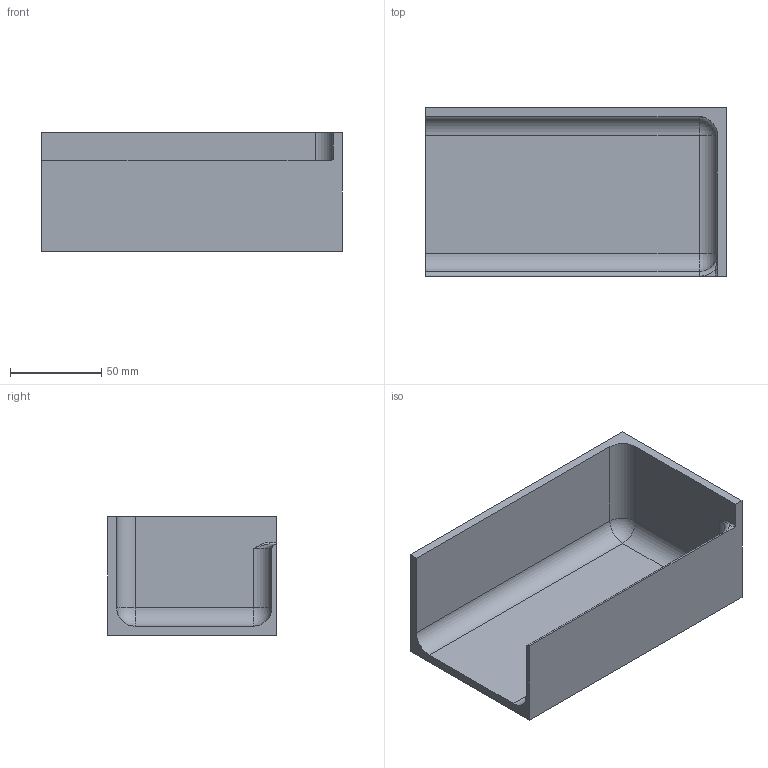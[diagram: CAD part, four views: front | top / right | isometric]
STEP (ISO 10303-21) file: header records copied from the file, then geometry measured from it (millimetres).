
FILE_DESCRIPTION(('HOOPS Exchange Step'),'2;1');
FILE_NAME('temp_export','2024-10-01T01:02:00-22:00',('sam'),('Shapr3D Limited'),'HOOPS Exchange 2024.2','Shapr3D','Authorized');
FILE_SCHEMA( ('AP242_MANAGED_MODEL_BASED_3D_ENGINEERING_MIM_LF {1 0 10303 442 1 1 4 }') );
Length unit declared in the file: millimetre
Products named in the file (1): Back 2nd half
Bounding box: 165 x 92.5 x 65 mm (x, y, z)
Volume: 180454.5 mm3; surface area: 76091.7 mm2
Topology: 1 solids, 1 shells, 22 faces, 55 edges, 32 vertices
Faces by surface type: plane 11, cylinder 7, sphere 2, torus 1, bspline 1
Entity records: 851 total; most frequent: CARTESIAN_POINT 303, DIRECTION 111, ORIENTED_EDGE 104, EDGE_CURVE 52, AXIS2_PLACEMENT_3D 38, VECTOR 35, LINE 35, VERTEX_POINT 32
